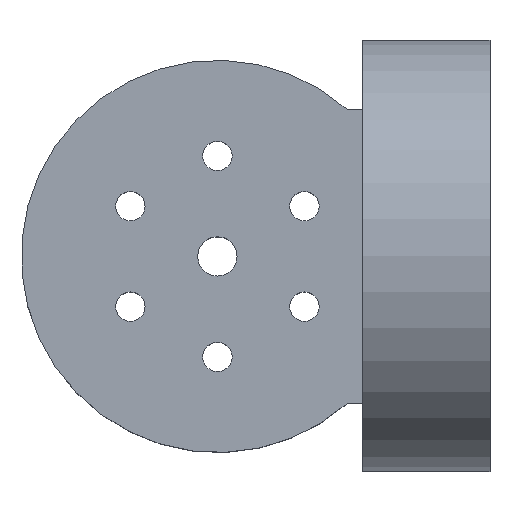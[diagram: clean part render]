
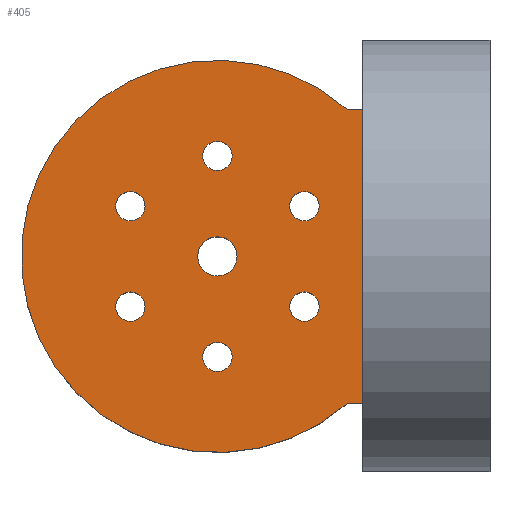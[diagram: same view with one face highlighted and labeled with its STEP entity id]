
A CAD part, top view. The second image highlights one B-rep face of the part: STEP entity #405.
In plain terms, the highlighted planar face has unit normal (0, 0, 1).
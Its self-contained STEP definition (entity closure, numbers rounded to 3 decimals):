
#15=FACE_BOUND('',#70,.T.);
#16=FACE_BOUND('',#71,.T.);
#17=FACE_BOUND('',#72,.T.);
#18=FACE_BOUND('',#73,.T.);
#19=FACE_BOUND('',#74,.T.);
#20=FACE_BOUND('',#75,.T.);
#21=FACE_BOUND('',#76,.T.);
#41=PLANE('',#443);
#49=FACE_OUTER_BOUND('',#69,.T.);
#69=EDGE_LOOP('',(#299,#300,#301,#302));
#70=EDGE_LOOP('',(#303));
#71=EDGE_LOOP('',(#304));
#72=EDGE_LOOP('',(#305));
#73=EDGE_LOOP('',(#306));
#74=EDGE_LOOP('',(#307));
#75=EDGE_LOOP('',(#308));
#76=EDGE_LOOP('',(#309));
#112=LINE('',#622,#138);
#120=LINE('',#636,#146);
#121=LINE('',#641,#147);
#138=VECTOR('',#496,10.);
#146=VECTOR('',#506,10.);
#147=VECTOR('',#515,10.);
#164=CIRCLE('',#442,20.);
#165=CIRCLE('',#444,1.5);
#166=CIRCLE('',#445,1.5);
#167=CIRCLE('',#446,1.5);
#168=CIRCLE('',#447,1.5);
#169=CIRCLE('',#448,1.5);
#170=CIRCLE('',#449,1.5);
#171=CIRCLE('',#450,2.);
#194=VERTEX_POINT('',#619);
#195=VERTEX_POINT('',#621);
#197=VERTEX_POINT('',#628);
#200=VERTEX_POINT('',#634);
#201=VERTEX_POINT('',#642);
#202=VERTEX_POINT('',#644);
#203=VERTEX_POINT('',#646);
#204=VERTEX_POINT('',#648);
#205=VERTEX_POINT('',#650);
#206=VERTEX_POINT('',#652);
#207=VERTEX_POINT('',#654);
#230=EDGE_CURVE('',#194,#195,#112,.T.);
#238=EDGE_CURVE('',#197,#200,#120,.T.);
#240=EDGE_CURVE('',#194,#197,#164,.T.);
#241=EDGE_CURVE('',#200,#195,#121,.T.);
#242=EDGE_CURVE('',#201,#201,#165,.T.);
#243=EDGE_CURVE('',#202,#202,#166,.T.);
#244=EDGE_CURVE('',#203,#203,#167,.T.);
#245=EDGE_CURVE('',#204,#204,#168,.T.);
#246=EDGE_CURVE('',#205,#205,#169,.T.);
#247=EDGE_CURVE('',#206,#206,#170,.T.);
#248=EDGE_CURVE('',#207,#207,#171,.T.);
#299=ORIENTED_EDGE('',*,*,#240,.T.);
#300=ORIENTED_EDGE('',*,*,#238,.T.);
#301=ORIENTED_EDGE('',*,*,#241,.T.);
#302=ORIENTED_EDGE('',*,*,#230,.F.);
#303=ORIENTED_EDGE('',*,*,#242,.T.);
#304=ORIENTED_EDGE('',*,*,#243,.T.);
#305=ORIENTED_EDGE('',*,*,#244,.T.);
#306=ORIENTED_EDGE('',*,*,#245,.T.);
#307=ORIENTED_EDGE('',*,*,#246,.T.);
#308=ORIENTED_EDGE('',*,*,#247,.T.);
#309=ORIENTED_EDGE('',*,*,#248,.T.);
#405=ADVANCED_FACE('',(#49,#15,#16,#17,#18,#19,#20,#21),#41,.T.);
#442=AXIS2_PLACEMENT_3D('',#639,#511,#512);
#443=AXIS2_PLACEMENT_3D('',#640,#513,#514);
#444=AXIS2_PLACEMENT_3D('',#643,#516,#517);
#445=AXIS2_PLACEMENT_3D('',#645,#518,#519);
#446=AXIS2_PLACEMENT_3D('',#647,#520,#521);
#447=AXIS2_PLACEMENT_3D('',#649,#522,#523);
#448=AXIS2_PLACEMENT_3D('',#651,#524,#525);
#449=AXIS2_PLACEMENT_3D('',#653,#526,#527);
#450=AXIS2_PLACEMENT_3D('',#655,#528,#529);
#496=DIRECTION('',(1.,0.,0.));
#506=DIRECTION('',(1.,0.,0.));
#511=DIRECTION('center_axis',(0.,0.,1.));
#512=DIRECTION('ref_axis',(-1.,0.,0.));
#513=DIRECTION('center_axis',(0.,0.,1.));
#514=DIRECTION('ref_axis',(1.,0.,0.));
#515=DIRECTION('',(0.,1.,0.));
#516=DIRECTION('center_axis',(0.,0.,-1.));
#517=DIRECTION('ref_axis',(1.,0.,0.));
#518=DIRECTION('center_axis',(0.,0.,-1.));
#519=DIRECTION('ref_axis',(1.,0.,0.));
#520=DIRECTION('center_axis',(0.,0.,-1.));
#521=DIRECTION('ref_axis',(1.,0.,0.));
#522=DIRECTION('center_axis',(0.,0.,-1.));
#523=DIRECTION('ref_axis',(1.,0.,0.));
#524=DIRECTION('center_axis',(0.,0.,-1.));
#525=DIRECTION('ref_axis',(1.,0.,0.));
#526=DIRECTION('center_axis',(0.,0.,-1.));
#527=DIRECTION('ref_axis',(1.,0.,0.));
#528=DIRECTION('center_axis',(0.,0.,-1.));
#529=DIRECTION('ref_axis',(1.,0.,0.));
#619=CARTESIAN_POINT('',(28.229,30.,13.));
#621=CARTESIAN_POINT('',(29.8,30.,13.));
#622=CARTESIAN_POINT('',(30.,30.,13.));
#628=CARTESIAN_POINT('',(28.229,0.,13.));
#634=CARTESIAN_POINT('',(29.8,0.,13.));
#636=CARTESIAN_POINT('',(0.,0.,13.));
#639=CARTESIAN_POINT('Origin',(15.,15.,13.));
#640=CARTESIAN_POINT('Origin',(15.,15.,13.));
#641=CARTESIAN_POINT('',(29.8,22.5,13.));
#642=CARTESIAN_POINT('',(4.623,20.125,13.));
#643=CARTESIAN_POINT('Origin',(6.123,20.125,13.));
#644=CARTESIAN_POINT('',(13.5,4.75,13.));
#645=CARTESIAN_POINT('Origin',(15.,4.75,13.));
#646=CARTESIAN_POINT('',(22.377,20.125,13.));
#647=CARTESIAN_POINT('Origin',(23.877,20.125,13.));
#648=CARTESIAN_POINT('',(13.5,25.25,13.));
#649=CARTESIAN_POINT('Origin',(15.,25.25,13.));
#650=CARTESIAN_POINT('',(22.377,9.875,13.));
#651=CARTESIAN_POINT('Origin',(23.877,9.875,13.));
#652=CARTESIAN_POINT('',(4.623,9.875,13.));
#653=CARTESIAN_POINT('Origin',(6.123,9.875,13.));
#654=CARTESIAN_POINT('',(13.,15.,13.));
#655=CARTESIAN_POINT('Origin',(15.,15.,13.));
